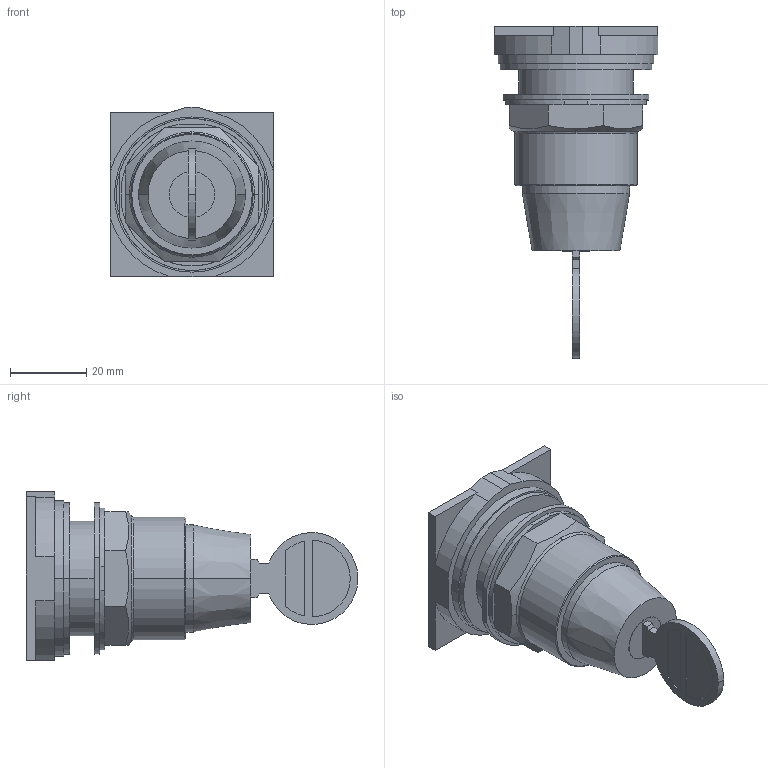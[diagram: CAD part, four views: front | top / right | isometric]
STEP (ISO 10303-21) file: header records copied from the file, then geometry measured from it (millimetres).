
FILE_DESCRIPTION(('starvars output'),'2;1');
FILE_NAME('9001KS11K1E12_3D.stp','15:05:05 2020/03/31',( 'Thomas Industrial Network Germany GmbH'),( 'Thomas Industrial Network Germany GmbH'),'unknown preprocess','ACIS' ,'unknown authorization');
FILE_SCHEMA(('CONFIG_CONTROL_DESIGN {UNKNOWN IMPLEMENTATION LEVEL}'));
Length unit declared in the file: millimetre
Products named in the file (1): PRODUCT_ID_1
Bounding box: 42.88 x 86.78 x 44.2 mm (x, y, z)
Volume: 51080.2 mm3; surface area: 13776.8 mm2
Topology: 2 solids, 2 shells, 114 faces, 271 edges, 174 vertices
Faces by surface type: plane 71, cylinder 35, cone 6, torus 2
Entity records: 2753 total; most frequent: ORIENTED_EDGE 542, CARTESIAN_POINT 451, DIRECTION 358, EDGE_CURVE 271, VERTEX_POINT 174, VECTOR 136, LINE 136, EDGE_LOOP 127
